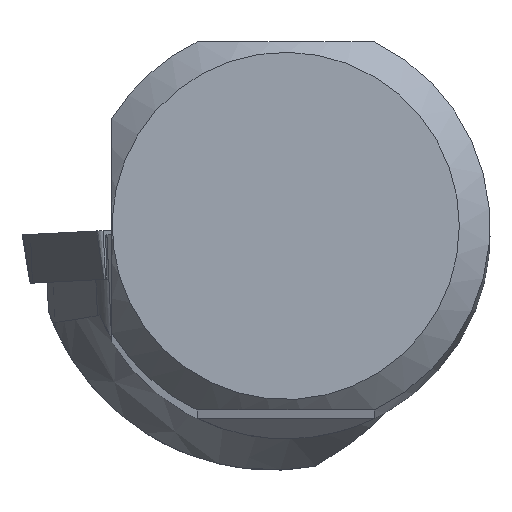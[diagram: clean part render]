
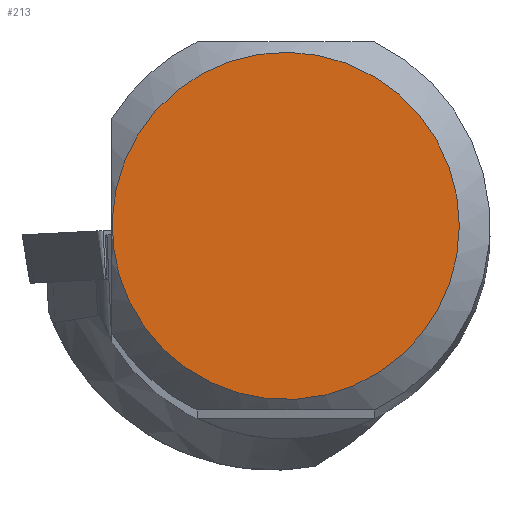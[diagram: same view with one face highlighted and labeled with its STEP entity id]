
A CAD part, top view. The second image highlights one B-rep face of the part: STEP entity #213.
In plain terms, the highlighted planar face has unit normal (0, 0, 1).
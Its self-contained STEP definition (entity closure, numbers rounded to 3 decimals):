
#159=FACE_OUTER_BOUND('',#456,.T.);
#213=ADVANCED_FACE('CU_SU_BP3',(#159),#258,.T.);
#258=PLANE('',#1208);
#456=EDGE_LOOP('',(#628));
#628=ORIENTED_EDGE('',*,*,#968,.T.);
#855=VERTEX_POINT('',#1945);
#968=EDGE_CURVE('',#855,#855,#1043,.T.);
#1043=CIRCLE('',#1207,8.491);
#1207=AXIS2_PLACEMENT_3D('',#1944,#1439,#1440);
#1208=AXIS2_PLACEMENT_3D('',#1946,#1441,#1442);
#1439=DIRECTION('',(0.,0.,1.));
#1440=DIRECTION('',(1.,0.,0.));
#1441=DIRECTION('',(0.,0.,1.));
#1442=DIRECTION('',(1.,0.,0.));
#1944=CARTESIAN_POINT('',(0.,0.,0.));
#1945=CARTESIAN_POINT('',(8.491,0.,0.));
#1946=CARTESIAN_POINT('',(0.,0.,
0.));
